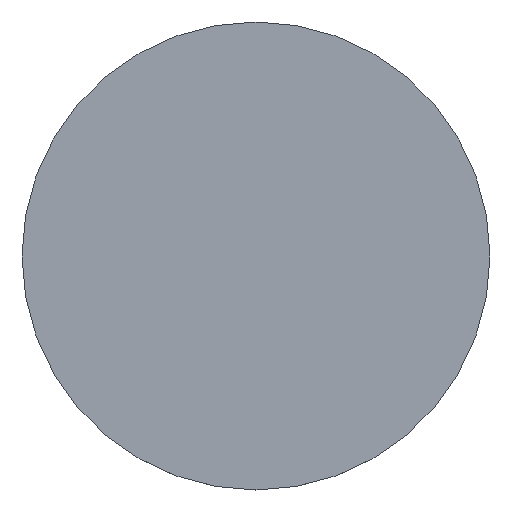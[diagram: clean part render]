
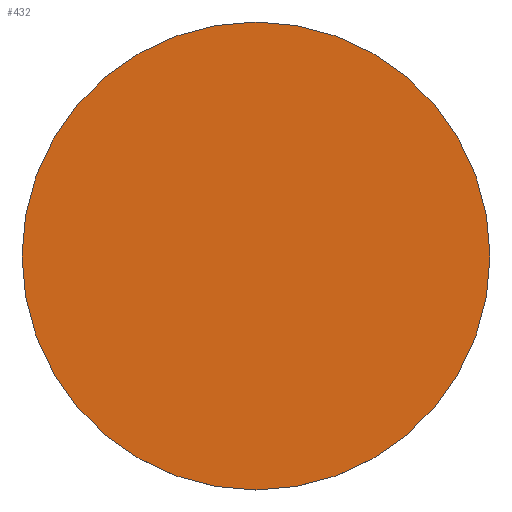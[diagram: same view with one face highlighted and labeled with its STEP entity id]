
A CAD part, top view. The second image highlights one B-rep face of the part: STEP entity #432.
In plain terms, the highlighted planar face has unit normal (0, 0, 1).
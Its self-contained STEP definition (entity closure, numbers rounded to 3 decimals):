
#36=CIRCLE('',#484,36.95);
#59=FACE_OUTER_BOUND('',#83,.T.);
#83=EDGE_LOOP('',(#391));
#211=VERTEX_POINT('',#730);
#270=EDGE_CURVE('',#211,#211,#36,.T.);
#391=ORIENTED_EDGE('',*,*,#270,.T.);
#409=PLANE('',#485);
#432=ADVANCED_FACE('',(#59),#409,.T.);
#484=AXIS2_PLACEMENT_3D('',#731,#605,#606);
#485=AXIS2_PLACEMENT_3D('',#733,#608,#609);
#605=DIRECTION('center_axis',(0.,0.,1.));
#606=DIRECTION('ref_axis',(1.,0.,0.));
#608=DIRECTION('center_axis',(0.,0.,1.));
#609=DIRECTION('ref_axis',(1.,0.,0.));
#730=CARTESIAN_POINT('',(-36.95,0.,1.5));
#731=CARTESIAN_POINT('Origin',(0.,0.,1.5));
#733=CARTESIAN_POINT('Origin',(0.,0.,1.5));
